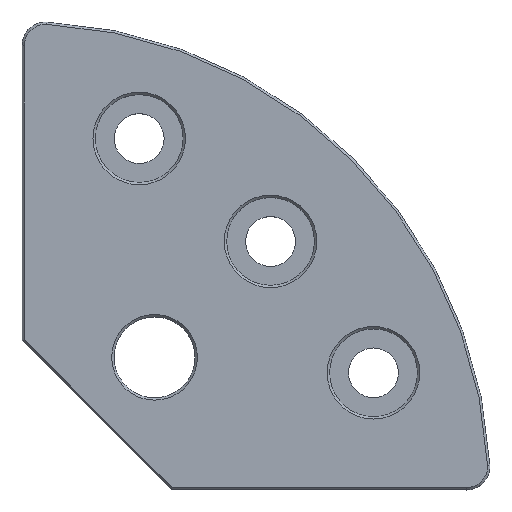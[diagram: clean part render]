
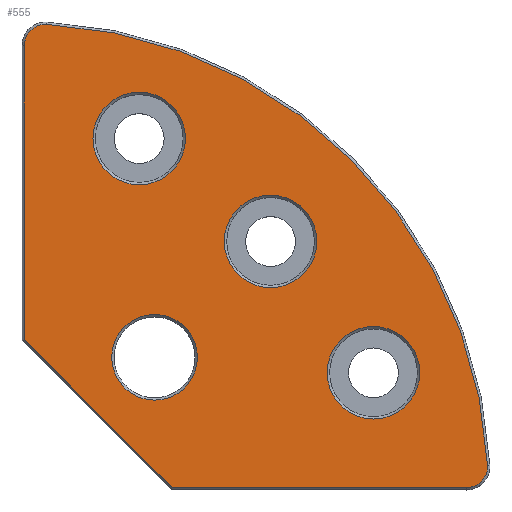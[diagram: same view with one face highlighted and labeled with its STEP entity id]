
A CAD part, top view. The second image highlights one B-rep face of the part: STEP entity #555.
In plain terms, the highlighted planar face has unit normal (0, 0, 1).
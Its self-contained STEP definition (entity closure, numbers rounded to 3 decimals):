
#29=LINE($,#886,#55);
#30=LINE($,#888,#56);
#31=LINE($,#890,#57);
#55=VECTOR($,#721,50.195);
#56=VECTOR($,#722,35.659);
#57=VECTOR($,#723,50.213);
#79=PLANE($,#612);
#106=FACE_BOUND($,#179,.T.);
#107=FACE_BOUND($,#180,.T.);
#108=FACE_BOUND($,#181,.T.);
#109=FACE_BOUND($,#182,.T.);
#110=FACE_BOUND($,#183,.T.);
#179=EDGE_LOOP($,(#392));
#180=EDGE_LOOP($,(#393));
#181=EDGE_LOOP($,(#394,#395,#396,#397,#398,#399));
#182=EDGE_LOOP($,(#400));
#183=EDGE_LOOP($,(#401));
#235=CIRCLE($,#611,7.318);
#236=CIRCLE($,#613,7.9);
#237=CIRCLE($,#614,7.9);
#238=CIRCLE($,#615,3.6);
#239=CIRCLE($,#616,79.6);
#240=CIRCLE($,#617,3.6);
#241=CIRCLE($,#618,7.9);
#272=VERTEX_POINT($,#877);
#273=VERTEX_POINT($,#880);
#274=VERTEX_POINT($,#882);
#275=VERTEX_POINT($,#884);
#276=VERTEX_POINT($,#885);
#277=VERTEX_POINT($,#887);
#278=VERTEX_POINT($,#889);
#279=VERTEX_POINT($,#891);
#280=VERTEX_POINT($,#893);
#281=VERTEX_POINT($,#896);
#318=EDGE_CURVE($,#272,#272,#235,.T.);
#319=EDGE_CURVE($,#273,#273,#236,.T.);
#320=EDGE_CURVE($,#274,#274,#237,.T.);
#321=EDGE_CURVE($,#275,#276,#29,.T.);
#322=EDGE_CURVE($,#277,#275,#30,.T.);
#323=EDGE_CURVE($,#278,#277,#31,.T.);
#324=EDGE_CURVE($,#279,#278,#238,.T.);
#325=EDGE_CURVE($,#280,#279,#239,.T.);
#326=EDGE_CURVE($,#276,#280,#240,.T.);
#327=EDGE_CURVE($,#281,#281,#241,.T.);
#392=ORIENTED_EDGE($,*,*,#319,.F.);
#393=ORIENTED_EDGE($,*,*,#320,.F.);
#394=ORIENTED_EDGE($,*,*,#321,.F.);
#395=ORIENTED_EDGE($,*,*,#322,.F.);
#396=ORIENTED_EDGE($,*,*,#323,.F.);
#397=ORIENTED_EDGE($,*,*,#324,.F.);
#398=ORIENTED_EDGE($,*,*,#325,.F.);
#399=ORIENTED_EDGE($,*,*,#326,.F.);
#400=ORIENTED_EDGE($,*,*,#327,.F.);
#401=ORIENTED_EDGE($,*,*,#318,.F.);
#555=ADVANCED_FACE($,(#106,#107,#108,#109,#110),#79,.T.);
#611=AXIS2_PLACEMENT_3D($,#878,#713,#714);
#612=AXIS2_PLACEMENT_3D($,#879,#715,#716);
#613=AXIS2_PLACEMENT_3D($,#881,#717,#718);
#614=AXIS2_PLACEMENT_3D($,#883,#719,#720);
#615=AXIS2_PLACEMENT_3D($,#892,#724,#725);
#616=AXIS2_PLACEMENT_3D($,#894,#726,#727);
#617=AXIS2_PLACEMENT_3D($,#895,#728,#729);
#618=AXIS2_PLACEMENT_3D($,#897,#730,#731);
#713=DIRECTION('center_axis',(0.,0.,1.));
#714=DIRECTION('ref_axis',(-1.,0.,0.));
#715=DIRECTION('center_axis',(0.,0.,1.));
#716=DIRECTION('ref_axis',(1.,0.,0.));
#717=DIRECTION('center_axis',(0.,0.,1.));
#718=DIRECTION('ref_axis',(-1.,0.,0.));
#719=DIRECTION('center_axis',(0.,0.,1.));
#720=DIRECTION('ref_axis',(-1.,0.,0.));
#721=DIRECTION($,(0.,1.,0.));
#722=DIRECTION($,(-0.707,0.707,0.));
#723=DIRECTION($,(-1.,0.,0.));
#724=DIRECTION('center_axis',(0.,0.,-1.));
#725=DIRECTION('ref_axis',(-0.019,-1.,0.));
#726=DIRECTION('center_axis',(0.,0.,-1.));
#727=DIRECTION('ref_axis',(0.999,0.053,0.));
#728=DIRECTION('center_axis',(0.,0.,-1.));
#729=DIRECTION('ref_axis',(0.053,0.999,0.));
#730=DIRECTION('center_axis',(0.,0.,1.));
#731=DIRECTION('ref_axis',(-1.,0.,0.));
#877=CARTESIAN_POINT('',(-10.061,22.633,115.));
#878=CARTESIAN_POINT('Origin',(-17.379,22.633,115.));
#879=CARTESIAN_POINT('Origin',(-4.523,35.479,115.));
#880=CARTESIAN_POINT('',(27.9,20.,115.));
#881=CARTESIAN_POINT('Origin',(20.,20.,115.));
#882=CARTESIAN_POINT('',(-12.1,60.,115.));
#883=CARTESIAN_POINT('Origin',(-20.,60.,115.));
#884=CARTESIAN_POINT('',(-39.605,25.626,115.));
#885=CARTESIAN_POINT('',(-39.597,75.822,115.));
#886=CARTESIAN_POINT($,(-39.605,30.473,115.));
#887=CARTESIAN_POINT('',(-14.391,0.412,115.));
#888=CARTESIAN_POINT($,(-26.99,13.011,115.));
#889=CARTESIAN_POINT('',(35.822,0.403,115.));
#890=CARTESIAN_POINT($,(15.644,0.407,115.));
#891=CARTESIAN_POINT('',(39.489,4.192,115.));
#892=CARTESIAN_POINT('Origin',(35.894,4.003,115.));
#893=CARTESIAN_POINT('',(-35.808,79.489,115.));
#894=CARTESIAN_POINT('Origin',(-40.,0.,115.));
#895=CARTESIAN_POINT('Origin',(-35.998,75.894,115.));
#896=CARTESIAN_POINT('',(10.326,42.426,115.));
#897=CARTESIAN_POINT('Origin',(2.426,42.426,115.));
